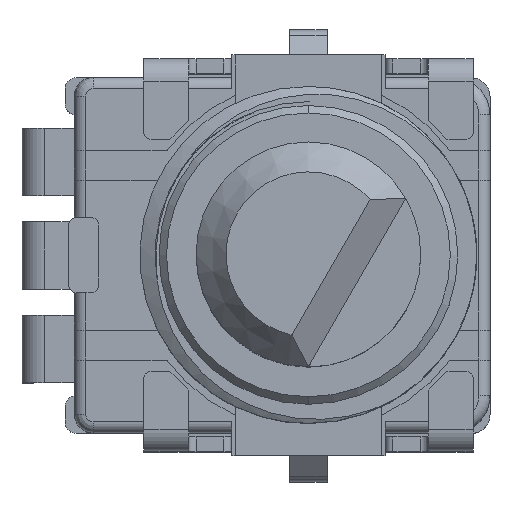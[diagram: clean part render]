
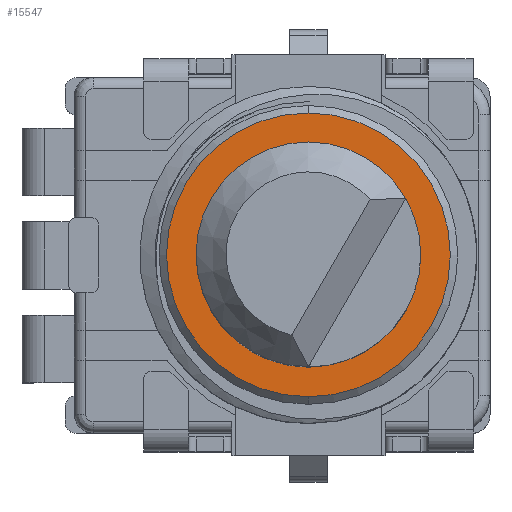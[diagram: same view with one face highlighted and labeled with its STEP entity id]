
A CAD part, top view. The second image highlights one B-rep face of the part: STEP entity #15547.
In plain terms, the highlighted planar face has unit normal (0, 0, 1).
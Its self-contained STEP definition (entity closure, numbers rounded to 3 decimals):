
#33 = VERTEX_POINT('',#34);
#34 = CARTESIAN_POINT('',(4.802,1.46,15.108));
#40 = EDGE_CURVE('',#41,#33,#43,.T.);
#41 = VERTEX_POINT('',#42);
#42 = CARTESIAN_POINT('',(9.998,-1.54,15.108));
#43 = CIRCLE('',#44,3.);
#44 = AXIS2_PLACEMENT_3D('',#45,#46,#47);
#45 = CARTESIAN_POINT('',(7.4,-0.04,15.108));
#46 = DIRECTION('',(-0.,0.,-1.));
#47 = DIRECTION('',(0.,-1.,0.));
#164 = EDGE_CURVE('',#165,#167,#169,.T.);
#165 = VERTEX_POINT('',#166);
#166 = CARTESIAN_POINT('',(7.4,3.75,15.108));
#167 = VERTEX_POINT('',#168);
#168 = CARTESIAN_POINT('',(7.4,-3.83,15.108));
#169 = CIRCLE('',#170,3.79);
#170 = AXIS2_PLACEMENT_3D('',#171,#172,#173);
#171 = CARTESIAN_POINT('',(7.4,-0.04,15.108));
#172 = DIRECTION('',(0.,0.,-1.));
#173 = DIRECTION('',(0.,1.,0.));
#12254 = EDGE_CURVE('',#167,#165,#12255,.T.);
#12255 = CIRCLE('',#12256,3.79);
#12256 = AXIS2_PLACEMENT_3D('',#12257,#12258,#12259);
#12257 = CARTESIAN_POINT('',(7.4,-0.04,15.108));
#12258 = DIRECTION('',(0.,0.,-1.));
#12259 = DIRECTION('',(0.,1.,0.));
#15547 = ADVANCED_FACE('',(#15548,#15552),#15562,.T.);
#15548 = FACE_BOUND('',#15549,.T.);
#15549 = EDGE_LOOP('',(#15550,#15551));
#15550 = ORIENTED_EDGE('',*,*,#164,.F.);
#15551 = ORIENTED_EDGE('',*,*,#12254,.F.);
#15552 = FACE_BOUND('',#15553,.T.);
#15553 = EDGE_LOOP('',(#15554,#15555));
#15554 = ORIENTED_EDGE('',*,*,#40,.T.);
#15555 = ORIENTED_EDGE('',*,*,#15556,.T.);
#15556 = EDGE_CURVE('',#33,#41,#15557,.T.);
#15557 = CIRCLE('',#15558,3.);
#15558 = AXIS2_PLACEMENT_3D('',#15559,#15560,#15561);
#15559 = CARTESIAN_POINT('',(7.4,-0.04,15.108));
#15560 = DIRECTION('',(-0.,0.,-1.));
#15561 = DIRECTION('',(0.,-1.,0.));
#15562 = PLANE('',#15563);
#15563 = AXIS2_PLACEMENT_3D('',#15564,#15565,#15566);
#15564 = CARTESIAN_POINT('',(7.4,-0.04,15.108));
#15565 = DIRECTION('',(0.,0.,1.));
#15566 = DIRECTION('',(0.,-1.,0.));
